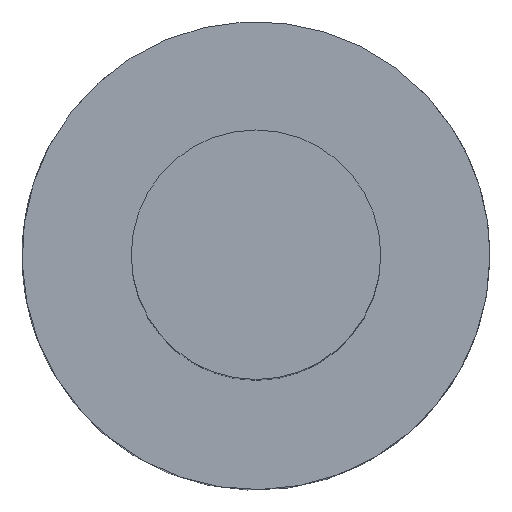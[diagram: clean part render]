
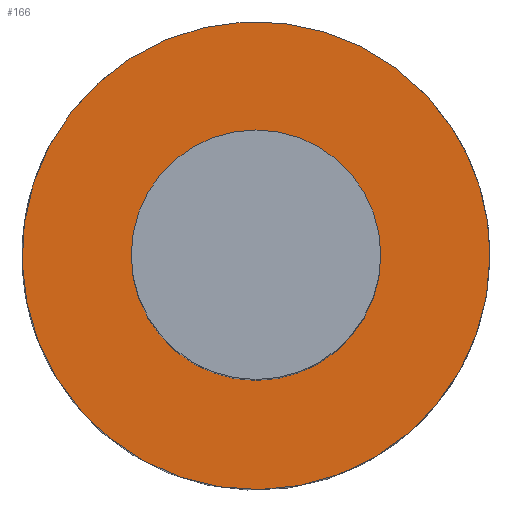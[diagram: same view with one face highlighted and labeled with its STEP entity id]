
A CAD part, top view. The second image highlights one B-rep face of the part: STEP entity #166.
In plain terms, the highlighted planar face has unit normal (0, 0, 1).
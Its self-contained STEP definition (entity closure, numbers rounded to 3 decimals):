
#97=EDGE_CURVE('240[2]',#226,#226,#227,.T.);
#115=EDGE_CURVE('240[2]',#249,#249,#250,.F.);
#166=ADVANCED_FACE('240[2]',(#309,#310),#311,.F.);
#226=VERTEX_POINT('',#426);
#227=CIRCLE('',#427,8.0);
#249=VERTEX_POINT('',#493);
#250=CIRCLE('',#494,15.0);
#309=FACE_BOUND('',#675,.T.);
#310=FACE_OUTER_BOUND('',#676,.T.);
#311=PLANE('',#677);
#426=CARTESIAN_POINT('',(8.0,0.0,0.0));
#427=AXIS2_PLACEMENT_3D('',#724,#725,#726);
#493=CARTESIAN_POINT('',(15.0,0.,0.0));
#494=AXIS2_PLACEMENT_3D('',#743,#744,#745);
#675=EDGE_LOOP('',(#792));
#676=EDGE_LOOP('',(#793));
#677=AXIS2_PLACEMENT_3D('',#794,#795,#796);
#724=CARTESIAN_POINT('',(0.0,0.0,0.0));
#725=DIRECTION('',(0.0,0.0,-1.0));
#726=DIRECTION('',(1.0,0.0,0.0));
#743=CARTESIAN_POINT('',(0.0,0.0,0.0));
#744=DIRECTION('',(0.0,0.0,-1.0));
#745=DIRECTION('',(0.,1.0,0.0));
#792=ORIENTED_EDGE('',*,*,#97,.T.);
#793=ORIENTED_EDGE('',*,*,#115,.T.);
#794=CARTESIAN_POINT('',(-8.0,0.,0.0));
#795=DIRECTION('',(0.0,0.0,-1.0));
#796=DIRECTION('',(0.,1.0,0.0));
